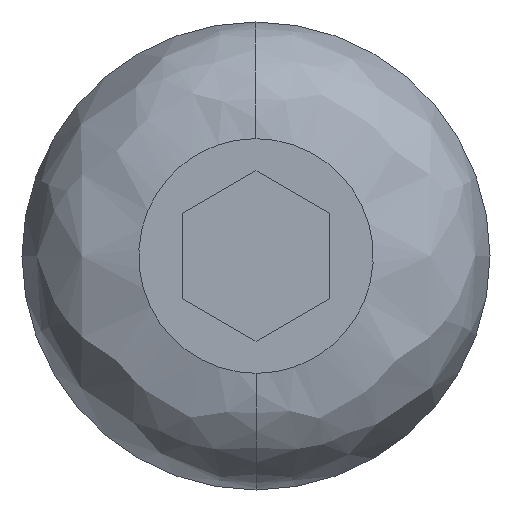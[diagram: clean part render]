
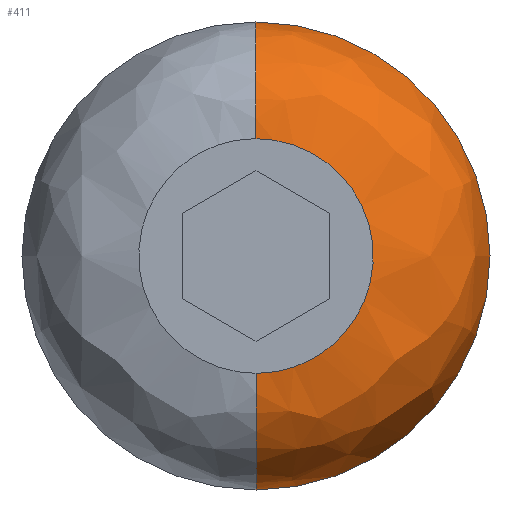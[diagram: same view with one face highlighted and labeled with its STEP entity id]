
A CAD part, left-side view. The second image highlights one B-rep face of the part: STEP entity #411.
In plain terms, the highlighted free-form (B-spline) face has degree [3, 3] with [4, 4] control points.
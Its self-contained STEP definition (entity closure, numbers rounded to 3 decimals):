
#10 = AXIS2_PLACEMENT_3D ( 'NONE', #467, #92, #52 ) ;
#11 = CARTESIAN_POINT ( 'NONE',  ( -0.38, -9.5, -4.75 ) ) ;
#34 = CIRCLE ( 'NONE', #195, 2.37 ) ;
#38 = DIRECTION ( 'NONE',  ( 0., 0., -1. ) ) ;
#46 = EDGE_CURVE ( 'NONE', #396, #517, #56, .T. ) ;
#52 = DIRECTION ( 'NONE',  ( 0., 0., 1. ) ) ;
#56 = CIRCLE ( 'NONE', #295, 4.75 ) ;
#64 = CARTESIAN_POINT ( 'NONE',  ( -2.75, 0., 2.38 ) ) ;
#72 = CARTESIAN_POINT ( 'NONE',  ( -0.38, 0., 0. ) ) ;
#92 = DIRECTION ( 'NONE',  ( 0., -1., 0. ) ) ;
#127 = CARTESIAN_POINT ( 'NONE',  ( -0.38, 0., -2.38 ) ) ;
#140 = CARTESIAN_POINT ( 'NONE',  ( -1.768, 0., 4.75 ) ) ;
#141 = ORIENTED_EDGE ( 'NONE', *, *, #46, .F. ) ;
#143 = CARTESIAN_POINT ( 'NONE',  ( -2.75, 0., 2.38 ) ) ;
#150 = CARTESIAN_POINT ( 'NONE',  ( -2.75, -4.76, -2.38 ) ) ;
#174 = EDGE_CURVE ( 'NONE', #517, #351, #34, .T. ) ;
#184 = CARTESIAN_POINT ( 'NONE',  ( -2.75, -7.537, 3.768 ) ) ;
#185 = CARTESIAN_POINT ( 'NONE',  ( -2.75, -4.76, -2.38 ) ) ;
#195 = AXIS2_PLACEMENT_3D ( 'NONE', #127, #413, #38 ) ;
#197 =( BOUNDED_CURVE ( )  B_SPLINE_CURVE ( 3, ( #64, #397, #150, #441 ),
 .UNSPECIFIED., .F., .F. ) 
 B_SPLINE_CURVE_WITH_KNOTS ( ( 4, 4 ),
 ( 0.75, 1.25 ),
 .UNSPECIFIED. ) 
 CURVE ( )  GEOMETRIC_REPRESENTATION_ITEM ( )  RATIONAL_B_SPLINE_CURVE ( ( 1., 0.333, 0.333, 1. ) ) 
 REPRESENTATION_ITEM ( '' )  );
#210 = EDGE_CURVE ( 'NONE', #396, #466, #246, .T. ) ;
#224 = CARTESIAN_POINT ( 'NONE',  ( -2.75, -7.537, -3.768 ) ) ;
#246 = CIRCLE ( 'NONE', #10, 2.37 ) ;
#268 = CARTESIAN_POINT ( 'NONE',  ( -2.75, 0., -3.768 ) ) ;
#269 = CARTESIAN_POINT ( 'NONE',  ( -1.768, -9.5, 4.75 ) ) ;
#272 = CARTESIAN_POINT ( 'NONE',  ( -0.38, 0., 4.75 ) ) ;
#282 = CARTESIAN_POINT ( 'NONE',  ( -2.75, 0., 2.38 ) ) ;
#295 = AXIS2_PLACEMENT_3D ( 'NONE', #72, #507, #463 ) ;
#310 = CARTESIAN_POINT ( 'NONE',  ( -1.768, -9.5, -4.75 ) ) ;
#350 = CARTESIAN_POINT ( 'NONE',  ( -0.38, -9.5, 4.75 ) ) ;
#351 = VERTEX_POINT ( 'NONE', #394 ) ;
#355 = ORIENTED_EDGE ( 'NONE', *, *, #506, .T. ) ;
#388 = CARTESIAN_POINT ( 'NONE',  ( -1.768, 0., -4.75 ) ) ;
#391 = CARTESIAN_POINT ( 'NONE',  ( -0.38, 0., -4.75 ) ) ;
#394 = CARTESIAN_POINT ( 'NONE',  ( -2.75, 0., -2.38 ) ) ;
#396 = VERTEX_POINT ( 'NONE', #272 ) ;
#397 = CARTESIAN_POINT ( 'NONE',  ( -2.75, -4.76, 2.38 ) ) ;
#400 = ORIENTED_EDGE ( 'NONE', *, *, #174, .F. ) ;
#411 = ADVANCED_FACE ( 'NONE', ( #457 ), #542, .T. ) ;
#413 = DIRECTION ( 'NONE',  ( 0., 1., 0. ) ) ;
#429 = ORIENTED_EDGE ( 'NONE', *, *, #210, .T. ) ;
#436 = CARTESIAN_POINT ( 'NONE',  ( -2.75, -4.76, 2.38 ) ) ;
#441 = CARTESIAN_POINT ( 'NONE',  ( -2.75, 0., -2.38 ) ) ;
#457 = FACE_OUTER_BOUND ( 'NONE', #480, .T. ) ;
#463 = DIRECTION ( 'NONE',  ( 0., 0., -1. ) ) ;
#466 = VERTEX_POINT ( 'NONE', #282 ) ;
#467 = CARTESIAN_POINT ( 'NONE',  ( -0.38, 0., 2.38 ) ) ;
#480 = EDGE_LOOP ( 'NONE', ( #141, #429, #355, #400 ) ) ;
#482 = CARTESIAN_POINT ( 'NONE',  ( -2.75, 0., -2.38 ) ) ;
#488 = CARTESIAN_POINT ( 'NONE',  ( -0.38, 0., -4.75 ) ) ;
#506 = EDGE_CURVE ( 'NONE', #466, #351, #197, .T. ) ;
#507 = DIRECTION ( 'NONE',  ( 1., 0., 0. ) ) ;
#517 = VERTEX_POINT ( 'NONE', #488 ) ;
#524 = CARTESIAN_POINT ( 'NONE',  ( -0.38, 0., 4.75 ) ) ;
#527 = CARTESIAN_POINT ( 'NONE',  ( -2.75, 0., 3.768 ) ) ;
#542 =( BOUNDED_SURFACE ( )  B_SPLINE_SURFACE ( 3, 3, ( 
 ( #524, #350, #11, #391 ),
 ( #140, #269, #310, #388 ),
 ( #527, #184, #224, #268 ),
 ( #143, #436, #185, #482 ) ),
 .UNSPECIFIED., .F., .F., .F. ) 
 B_SPLINE_SURFACE_WITH_KNOTS ( ( 4, 4 ),
 ( 4, 4 ),
 ( 0., 1. ),
 ( 0., 1. ),
 .UNSPECIFIED. ) 
 GEOMETRIC_REPRESENTATION_ITEM ( )  RATIONAL_B_SPLINE_SURFACE ( (
 ( 1., 0.333, 0.333, 1.),
 ( 0.805, 0.268, 0.268, 0.805),
 ( 0.805, 0.268, 0.268, 0.805),
 ( 1., 0.333, 0.333, 1.) ) ) 
 REPRESENTATION_ITEM ( '' )  SURFACE ( )  );
